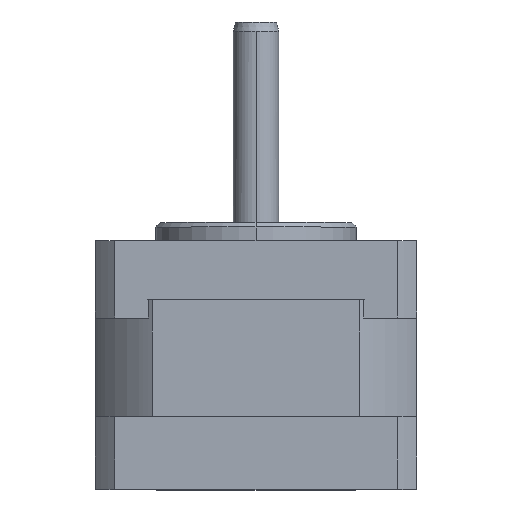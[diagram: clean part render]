
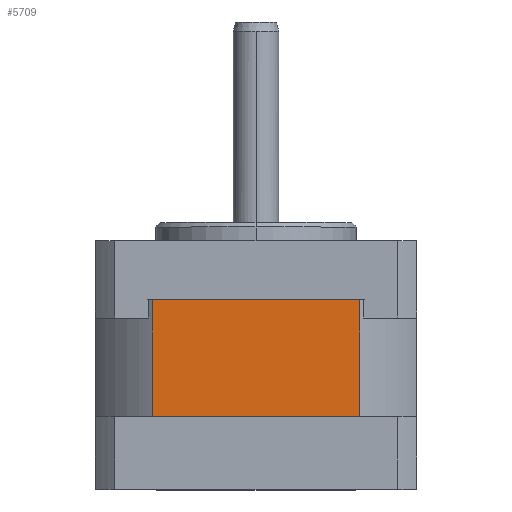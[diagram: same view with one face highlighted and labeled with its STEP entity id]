
A CAD part, top view. The second image highlights one B-rep face of the part: STEP entity #5709.
In plain terms, the highlighted planar face has unit normal (0, 0, 1).
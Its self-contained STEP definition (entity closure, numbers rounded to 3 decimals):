
#865 = VECTOR ( 'NONE', #10599, 1000. ) ;
#866 = VECTOR ( 'NONE', #10602, 1000. ) ;
#867 = VECTOR ( 'NONE', #10605, 1000. ) ;
#868 = VECTOR ( 'NONE', #10608, 1000. ) ;
#5709 = ADVANCED_FACE ( 'NONE', ( #9381 ), #8270, .F. ) ;
#5891 = EDGE_LOOP ( 'NONE', ( #6805, #6803, #6804, #6802 ) ) ;
#6802 = ORIENTED_EDGE ( 'NONE', *, *, #8447, .T. ) ;
#6803 = ORIENTED_EDGE ( 'NONE', *, *, #8454, .F. ) ;
#6804 = ORIENTED_EDGE ( 'NONE', *, *, #8449, .F. ) ;
#6805 = ORIENTED_EDGE ( 'NONE', *, *, #8451, .F. ) ;
#8270 = PLANE ( 'NONE',  #9390 ) ;
#8271 = CARTESIAN_POINT ( 'NONE',  ( 2.135, 27.3, 35.3 ) ) ;
#8272 = DIRECTION ( 'NONE',  ( 0., 0., -1. ) ) ;
#8273 = DIRECTION ( 'NONE',  ( -1., 0., 0. ) ) ;
#8447 = EDGE_CURVE ( 'NONE', #10919, #10921, #10597, .T. ) ;
#8449 = EDGE_CURVE ( 'NONE', #10919, #10920, #10600, .T. ) ;
#8451 = EDGE_CURVE ( 'NONE', #10922, #10921, #10603, .T. ) ;
#8454 = EDGE_CURVE ( 'NONE', #10920, #10922, #10606, .T. ) ;
#9381 = FACE_OUTER_BOUND ( 'NONE', #5891, .T. ) ;
#9390 = AXIS2_PLACEMENT_3D ( 'NONE', #8271, #8272, #8273 ) ;
#10597 = LINE ( 'NONE', #10598, #865 ) ;
#10598 = CARTESIAN_POINT ( 'NONE',  ( 29.029, 8., 35.3 ) ) ;
#10599 = DIRECTION ( 'NONE',  ( 0., 1., 0. ) ) ;
#10600 = LINE ( 'NONE', #10601, #866 ) ;
#10601 = CARTESIAN_POINT ( 'NONE',  ( 0., 8.01, 35.3 ) ) ;
#10602 = DIRECTION ( 'NONE',  ( -1., 0., 0. ) ) ;
#10603 = LINE ( 'NONE', #10604, #867 ) ;
#10604 = CARTESIAN_POINT ( 'NONE',  ( 35.3, 20.79, 35.3 ) ) ;
#10605 = DIRECTION ( 'NONE',  ( 1., 0., 0. ) ) ;
#10606 = LINE ( 'NONE', #10607, #868 ) ;
#10607 = CARTESIAN_POINT ( 'NONE',  ( 6.271, 8., 35.3 ) ) ;
#10608 = DIRECTION ( 'NONE',  ( 0., 1., 0. ) ) ;
#10683 = CARTESIAN_POINT ( 'NONE',  ( 29.029, 8.01, 35.3 ) ) ;
#10701 = CARTESIAN_POINT ( 'NONE',  ( 6.271, 8.01, 35.3 ) ) ;
#10702 = CARTESIAN_POINT ( 'NONE',  ( 29.029, 20.79, 35.3 ) ) ;
#10703 = CARTESIAN_POINT ( 'NONE',  ( 6.271, 20.79, 35.3 ) ) ;
#10919 = VERTEX_POINT ( 'NONE', #10683 ) ;
#10920 = VERTEX_POINT ( 'NONE', #10701 ) ;
#10921 = VERTEX_POINT ( 'NONE', #10702 ) ;
#10922 = VERTEX_POINT ( 'NONE', #10703 ) ;
